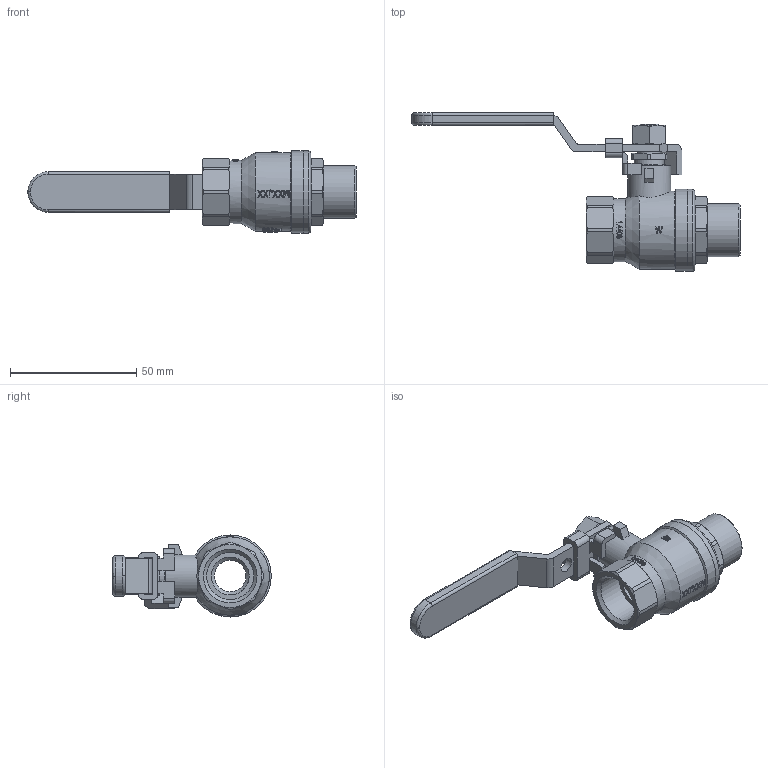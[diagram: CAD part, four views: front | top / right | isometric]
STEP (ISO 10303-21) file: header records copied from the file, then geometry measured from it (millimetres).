
FILE_DESCRIPTION(/* description */ ('Unknown','CAx-IF Rec.Pracs.---Representation and Presentation of Product Manufacturing Information (PMI)---4.0---2014-10-13','CAx-IF Rec.Pracs.---3D Tessellated Geometry---0.4---2014-09-14','2;1'),/* implementation_level */ '2;1');
FILE_NAME(/* name */ '9361-04',/* time_stamp */ '2024-02-19T09:48:09+01:00',/* author */ ('Unknown'),/* organization */ ('Unknown'),/* preprocessor_version */ 'ST-DEVELOPER v18.102',/* originating_system */ 'Solid Edge',/* authorisation */ 'Unknown');
FILE_SCHEMA (('AP242_MANAGED_MODEL_BASED_3D_ENGINEERING_MIM_LF { 1 0 10303 442 1 1 4 }'));
Length unit declared in the file: millimetre
Products named in the file (21): 9361-04; Assem1; Einschraubteil-1_2; Dichtung_Eischraubteil-Kvrper__1_2; Kvrper__1_2; Stopfbuchse__1_2_-_3_4; Spindeldichtung__1_2_-_3_4; Spindel-Zusammanbau__1_2; Spindel__1_2; Spindeldichtung.2__1_2_-_3_4; Zusammenbau-Kugel_Kugeldichtungen__1_2; Kugeldichtung-1_2-2; Kugel__1_2; 600-1_2-Mutter.2; Edelstahlgriff-1_4-3_4; Stahlgriff-n; Stahlgriff-u; schloss
Assembly tree (21 placements, depth 4):
  9361-04
    Assem1
      Einschraubteil-1_2
      Dichtung_Eischraubteil-Kvrper__1_2
      Kvrper__1_2
      Stopfbuchse__1_2_-_3_4
      Spindeldichtung__1_2_-_3_4
      Spindel-Zusammanbau__1_2
        Spindel__1_2
        Spindeldichtung.2__1_2_-_3_4
      Zusammenbau-Kugel_Kugeldichtungen__1_2
        Kugeldichtung-1_2-2  x2
        Kugel__1_2
    600-1_2-Mutter.2
    Edelstahlgriff-1_4-3_4
      Stahlgriff-n
        Stahlgriff-n
      Stahlgriff-u
        Stahlgriff-u
      schloss
        schloss
Bounding box: 130 x 62.75 x 32.5 mm (x, y, z)
Volume: 34291.3 mm3; surface area: 30101.6 mm2
Topology: 14 solids, 14 shells, 948 faces, 2549 edges, 1679 vertices
Faces by surface type: plane 747, cylinder 121, cone 69, torus 5, bspline 4, sphere 2
Full cylindrical faces by diameter (mm): 6 x1, 6.75 x1, 9 x3, 9.1 x1, 9.3 x1, 11 x1, 11.7 x1, 11.835 x1, 12 x3, 12.4 x1, 12.5 x1, 14 x1, 15 x5, 17 x1, 18.631 x1, 20.955 x1, 21 x4, 24.376 x1, 25 x1, 26 x2, 27 x1, 29 x1, 29.2 x1, 31 x1, 32.5 x2
Entity records: 36086 total; most frequent: CARTESIAN_POINT 6259, DIRECTION 5406, ORIENTED_EDGE 4870, EDGE_CURVE 2435, AXIS2_PLACEMENT_3D 2113, VERTEX_POINT 1638, LINE 1180, VECTOR 1180
